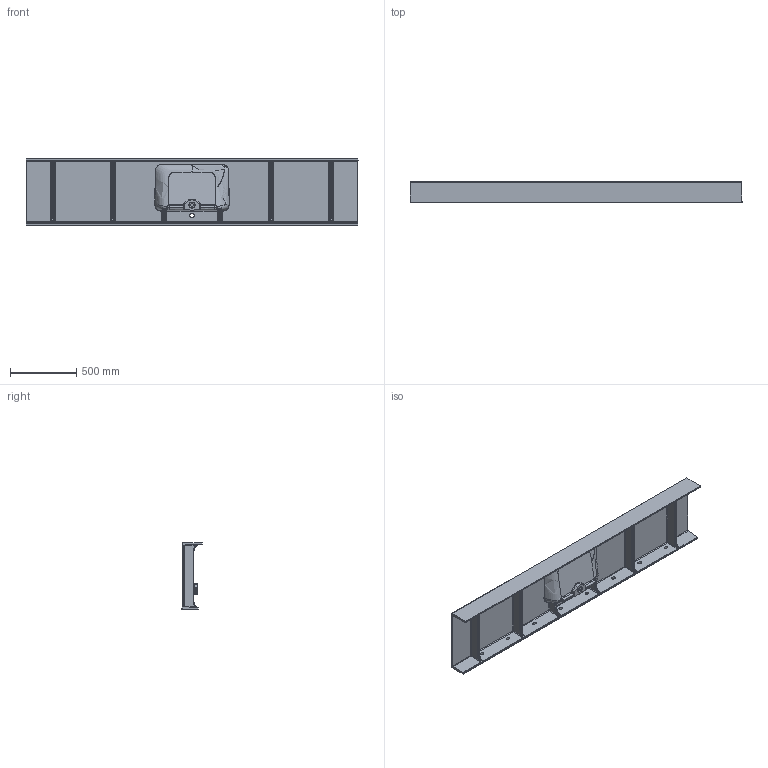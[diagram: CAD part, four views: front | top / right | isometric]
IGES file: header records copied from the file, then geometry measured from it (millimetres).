
Start section: SolidWorks IGES file using analytic representation for surfaces
Global section: file name: QUEBEC-P.IGS; native system: SolidWorks 2020; preprocessor: SolidWorks 2020; author: cedric.miclo; date: 210920.092201; units: millimetre
Bounding box: 2500 x 155 x 500 mm (x, y, z)
Surface area: 4207076.7 mm2 (no closed solid volume)
Topology: 0 solids, 0 shells, 400 faces, 5255 edges, 5213 vertices
Faces by surface type: bspline 226, revolution 174
